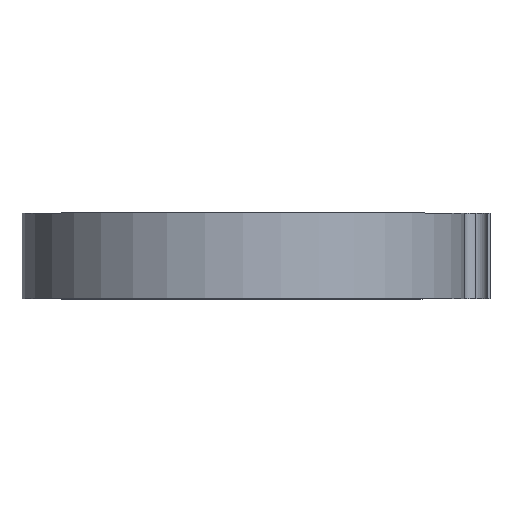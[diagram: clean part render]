
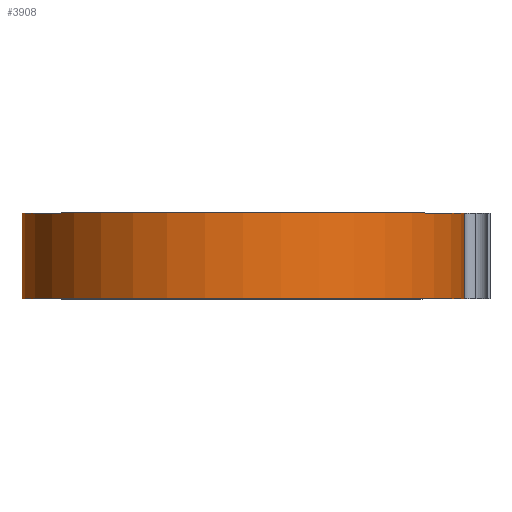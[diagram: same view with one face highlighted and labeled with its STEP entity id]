
A CAD part, top view. The second image highlights one B-rep face of the part: STEP entity #3908.
In plain terms, the highlighted cylindrical face has radius 46.499 mm (diameter 92.998 mm), a partial arc.
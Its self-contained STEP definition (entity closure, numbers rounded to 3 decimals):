
#16 = EDGE_LOOP ( 'NONE', ( #1911, #2381, #780, #3687 ) ) ;
#184 = CARTESIAN_POINT ( 'NONE',  ( -46.499, 18., 0. ) ) ;
#237 = CARTESIAN_POINT ( 'NONE',  ( -46.499, 0., 0. ) ) ;
#491 = DIRECTION ( 'NONE',  ( 0., -1., 0. ) ) ;
#518 = EDGE_CURVE ( 'NONE', #2018, #2211, #5052, .T. ) ;
#635 = DIRECTION ( 'NONE',  ( 1., 0., 0. ) ) ;
#780 = ORIENTED_EDGE ( 'NONE', *, *, #5212, .F. ) ;
#1276 = DIRECTION ( 'NONE',  ( 0., 0., -1. ) ) ;
#1296 = LINE ( 'NONE', #4116, #5186 ) ;
#1610 = LINE ( 'NONE', #2465, #4335 ) ;
#1848 = DIRECTION ( 'NONE',  ( 0., 1., 0. ) ) ;
#1911 = ORIENTED_EDGE ( 'NONE', *, *, #518, .T. ) ;
#2018 = VERTEX_POINT ( 'NONE', #237 ) ;
#2061 = FACE_OUTER_BOUND ( 'NONE', #16, .T. ) ;
#2180 = CIRCLE ( 'NONE', #5135, 46.499 ) ;
#2211 = VERTEX_POINT ( 'NONE', #2835 ) ;
#2336 = EDGE_CURVE ( 'NONE', #5168, #2211, #1610, .T. ) ;
#2381 = ORIENTED_EDGE ( 'NONE', *, *, #2336, .F. ) ;
#2413 = DIRECTION ( 'NONE',  ( 0., -1., 0. ) ) ;
#2465 = CARTESIAN_POINT ( 'NONE',  ( 46.499, 18., 0. ) ) ;
#2835 = CARTESIAN_POINT ( 'NONE',  ( 46.499, 0., 0. ) ) ;
#2881 = EDGE_CURVE ( 'NONE', #4907, #2018, #1296, .T. ) ;
#3022 = AXIS2_PLACEMENT_3D ( 'NONE', #3970, #3174, #4783 ) ;
#3090 = CARTESIAN_POINT ( 'NONE',  ( 46.499, 18., 0. ) ) ;
#3174 = DIRECTION ( 'NONE',  ( 0., 1., 0. ) ) ;
#3297 = AXIS2_PLACEMENT_3D ( 'NONE', #4905, #491, #1276 ) ;
#3383 = DIRECTION ( 'NONE',  ( 0., -1., 0. ) ) ;
#3687 = ORIENTED_EDGE ( 'NONE', *, *, #2881, .T. ) ;
#3710 = CYLINDRICAL_SURFACE ( 'NONE', #3297, 46.499 ) ;
#3908 = ADVANCED_FACE ( 'NONE', ( #2061 ), #3710, .T. ) ;
#3970 = CARTESIAN_POINT ( 'NONE',  ( 0., 0., 0. ) ) ;
#4116 = CARTESIAN_POINT ( 'NONE',  ( -46.499, 18., 0. ) ) ;
#4335 = VECTOR ( 'NONE', #2413, 1000. ) ;
#4783 = DIRECTION ( 'NONE',  ( 1., 0., 0. ) ) ;
#4905 = CARTESIAN_POINT ( 'NONE',  ( 0., 18., 0. ) ) ;
#4907 = VERTEX_POINT ( 'NONE', #184 ) ;
#5016 = CARTESIAN_POINT ( 'NONE',  ( 0., 18., 0. ) ) ;
#5052 = CIRCLE ( 'NONE', #3022, 46.499 ) ;
#5135 = AXIS2_PLACEMENT_3D ( 'NONE', #5016, #1848, #635 ) ;
#5168 = VERTEX_POINT ( 'NONE', #3090 ) ;
#5186 = VECTOR ( 'NONE', #3383, 1000. ) ;
#5212 = EDGE_CURVE ( 'NONE', #4907, #5168, #2180, .T. ) ;
